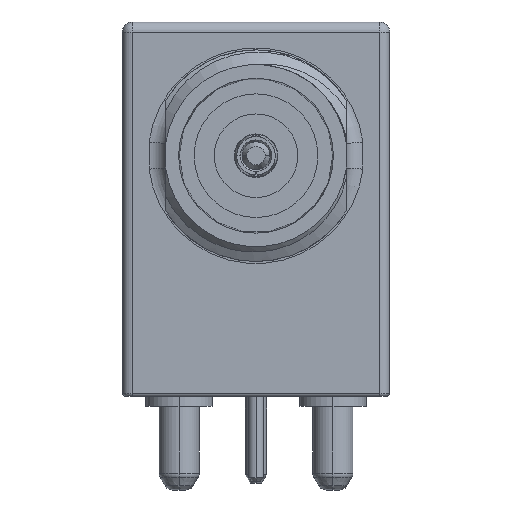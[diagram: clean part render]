
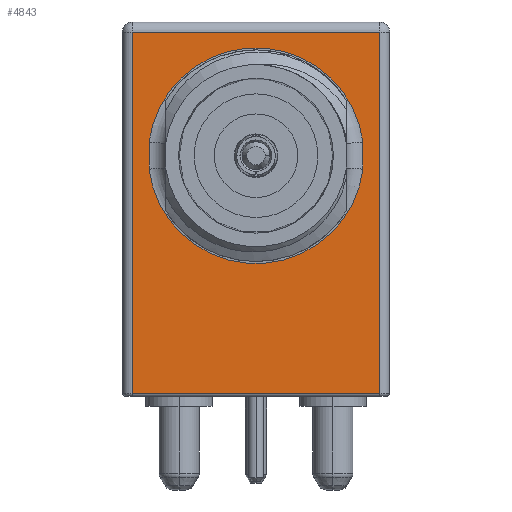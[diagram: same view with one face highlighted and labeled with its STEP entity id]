
A CAD part, left-side view. The second image highlights one B-rep face of the part: STEP entity #4843.
In plain terms, the highlighted planar face has unit normal (-1, 0, 0).
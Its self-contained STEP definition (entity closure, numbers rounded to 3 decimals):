
#1=DIRECTION('',(0.,0.,1.));
#2=VECTOR('',#1,0.802);
#3=CARTESIAN_POINT('',(0.,-3.2,-0.026));
#4=LINE('',#3,#2);
#5=DIRECTION('',(0.,0.,-1.));
#6=VECTOR('',#5,0.802);
#7=CARTESIAN_POINT('',(0.,3.2,0.776));
#8=LINE('',#7,#6);
#9=DIRECTION('',(0.,-1.,0.));
#10=VECTOR('',#9,7.4);
#11=CARTESIAN_POINT('',(0.,3.7,-6.725));
#12=LINE('',#11,#10);
#13=DIRECTION('',(0.,0.,-1.));
#14=VECTOR('',#13,10.8);
#15=CARTESIAN_POINT('',(0.,3.7,4.075));
#16=LINE('',#15,#14);
#17=DIRECTION('',(0.,-1.,0.));
#18=VECTOR('',#17,7.4);
#19=CARTESIAN_POINT('',(0.,3.7,4.075));
#20=LINE('',#19,#18);
#21=DIRECTION('',(0.,0.,1.));
#22=VECTOR('',#21,10.8);
#23=CARTESIAN_POINT('',(0.,-3.7,-6.725));
#24=LINE('',#23,#22);
#3747=CARTESIAN_POINT('',(0.,0.,0.375));
#3748=DIRECTION('',(1.,0.,0.));
#3749=DIRECTION('',(0.,-0.992,-0.124));
#3750=AXIS2_PLACEMENT_3D('',#3747,#3748,#3749);
#3766=CARTESIAN_POINT('',(0.,0.,0.375));
#3767=DIRECTION('',(1.,0.,0.));
#3768=DIRECTION('',(0.,0.992,0.124));
#3769=AXIS2_PLACEMENT_3D('',#3766,#3767,#3768);
#3801=CARTESIAN_POINT('',(0.,-3.2,-0.026));
#4322=CARTESIAN_POINT('',(0.,3.7,4.075));
#4324=VERTEX_POINT('',#4322);
#4406=CARTESIAN_POINT('',(0.,3.7,-6.725));
#4407=CARTESIAN_POINT('',(0.,-3.7,-6.725));
#4408=VERTEX_POINT('',#4406);
#4409=VERTEX_POINT('',#4407);
#4498=CARTESIAN_POINT('',(0.,-3.7,4.075));
#4500=VERTEX_POINT('',#4498);
#4703=VERTEX_POINT('',#3801);
#4704=CARTESIAN_POINT('',(0.,3.2,-0.026));
#4705=VERTEX_POINT('',#4704);
#4706=CARTESIAN_POINT('',(0.,3.2,0.776));
#4707=CARTESIAN_POINT('',(0.,-3.2,0.776));
#4708=VERTEX_POINT('',#4706);
#4709=VERTEX_POINT('',#4707);
#4818=CARTESIAN_POINT('',(0.,0.,0.));
#4819=DIRECTION('',(1.,0.,0.));
#4820=DIRECTION('',(0.,-1.,0.));
#4821=AXIS2_PLACEMENT_3D('',#4818,#4819,#4820);
#4822=PLANE('',#4821);
#4824=ORIENTED_EDGE('',*,*,#4823,.F.);
#4826=ORIENTED_EDGE('',*,*,#4825,.F.);
#4828=ORIENTED_EDGE('',*,*,#4827,.T.);
#4830=ORIENTED_EDGE('',*,*,#4829,.F.);
#4831=EDGE_LOOP('',(#4824,#4826,#4828,#4830));
#4832=FACE_OUTER_BOUND('',#4831,.F.);
#4834=ORIENTED_EDGE('',*,*,#4833,.F.);
#4836=ORIENTED_EDGE('',*,*,#4835,.T.);
#4838=ORIENTED_EDGE('',*,*,#4837,.F.);
#4840=ORIENTED_EDGE('',*,*,#4839,.T.);
#4841=EDGE_LOOP('',(#4834,#4836,#4838,#4840));
#4842=FACE_BOUND('',#4841,.F.);
#3751=CIRCLE('',#3750,3.225);
#3770=CIRCLE('',#3769,3.225);
#4823=EDGE_CURVE('',#4408,#4409,#12,.T.);
#4825=EDGE_CURVE('',#4324,#4408,#16,.T.);
#4827=EDGE_CURVE('',#4324,#4500,#20,.T.);
#4829=EDGE_CURVE('',#4409,#4500,#24,.T.);
#4833=EDGE_CURVE('',#4703,#4705,#3751,.T.);
#4835=EDGE_CURVE('',#4703,#4709,#4,.T.);
#4837=EDGE_CURVE('',#4708,#4709,#3770,.T.);
#4839=EDGE_CURVE('',#4708,#4705,#8,.T.);
#4843=ADVANCED_FACE('',(#4832,#4842),#4822,.F.);
